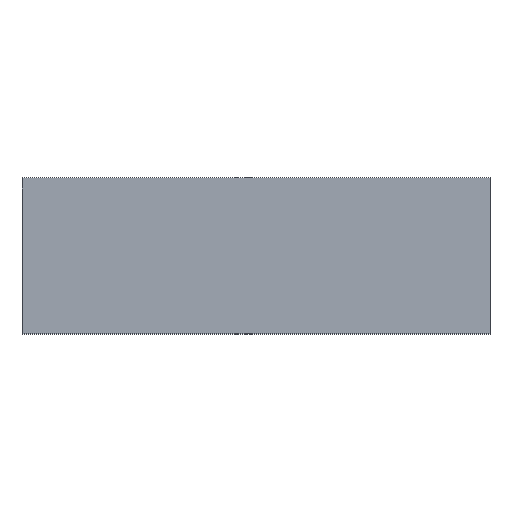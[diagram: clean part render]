
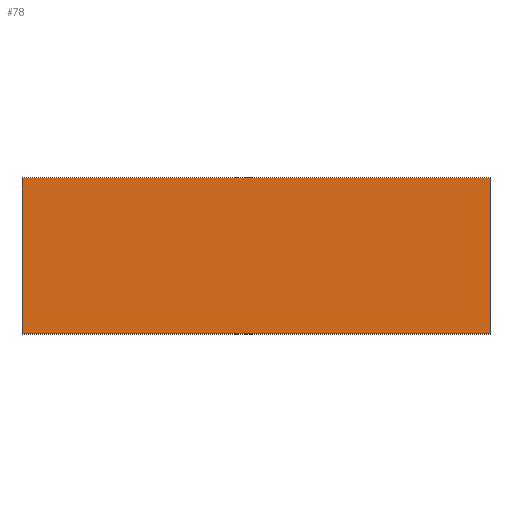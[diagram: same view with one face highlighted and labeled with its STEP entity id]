
A CAD part, top view. The second image highlights one B-rep face of the part: STEP entity #78.
In plain terms, the highlighted planar face has unit normal (0, 0, 1).
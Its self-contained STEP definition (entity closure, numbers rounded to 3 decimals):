
#7 = DIRECTION ( 'NONE',  ( 1., 0., 0. ) ) ;
#15 = VECTOR ( 'NONE', #7, 1000. ) ;
#19 = EDGE_CURVE ( 'NONE', #266, #366, #96, .T. ) ;
#21 = DIRECTION ( 'NONE',  ( -1., 0., 0. ) ) ;
#25 = ORIENTED_EDGE ( 'NONE', *, *, #31, .T. ) ;
#26 = CARTESIAN_POINT ( 'NONE',  ( 75., 25., 12.5 ) ) ;
#29 = EDGE_CURVE ( 'NONE', #154, #266, #342, .T. ) ;
#31 = EDGE_CURVE ( 'NONE', #171, #154, #201, .T. ) ;
#36 = FACE_OUTER_BOUND ( 'NONE', #222, .T. ) ;
#70 = PLANE ( 'NONE',  #299 ) ;
#72 = ORIENTED_EDGE ( 'NONE', *, *, #29, .T. ) ;
#78 = ADVANCED_FACE ( 'NONE', ( #36 ), #70, .F. ) ;
#96 = LINE ( 'NONE', #301, #337 ) ;
#99 = CARTESIAN_POINT ( 'NONE',  ( 0., 0., 12.5 ) ) ;
#113 = LINE ( 'NONE', #194, #134 ) ;
#134 = VECTOR ( 'NONE', #21, 1000. ) ;
#154 = VERTEX_POINT ( 'NONE', #280 ) ;
#156 = DIRECTION ( 'NONE',  ( -1., 0., 0. ) ) ;
#164 = CARTESIAN_POINT ( 'NONE',  ( -75., 25., 12.5 ) ) ;
#171 = VERTEX_POINT ( 'NONE', #164 ) ;
#194 = CARTESIAN_POINT ( 'NONE',  ( -75., 25., 12.5 ) ) ;
#201 = LINE ( 'NONE', #327, #349 ) ;
#221 = CARTESIAN_POINT ( 'NONE',  ( 75., -25., 12.5 ) ) ;
#222 = EDGE_LOOP ( 'NONE', ( #329, #296, #25, #72 ) ) ;
#237 = DIRECTION ( 'NONE',  ( 0., -1., 0. ) ) ;
#243 = DIRECTION ( 'NONE',  ( 0., 1., 0. ) ) ;
#266 = VERTEX_POINT ( 'NONE', #221 ) ;
#268 = EDGE_CURVE ( 'NONE', #366, #171, #113, .T. ) ;
#273 = DIRECTION ( 'NONE',  ( 0., 0., -1. ) ) ;
#280 = CARTESIAN_POINT ( 'NONE',  ( -75., -25., 12.5 ) ) ;
#296 = ORIENTED_EDGE ( 'NONE', *, *, #268, .T. ) ;
#299 = AXIS2_PLACEMENT_3D ( 'NONE', #99, #273, #156 ) ;
#301 = CARTESIAN_POINT ( 'NONE',  ( 75., -25., 12.5 ) ) ;
#327 = CARTESIAN_POINT ( 'NONE',  ( -75., -25., 12.5 ) ) ;
#329 = ORIENTED_EDGE ( 'NONE', *, *, #19, .T. ) ;
#337 = VECTOR ( 'NONE', #243, 1000. ) ;
#342 = LINE ( 'NONE', #353, #15 ) ;
#349 = VECTOR ( 'NONE', #237, 1000. ) ;
#353 = CARTESIAN_POINT ( 'NONE',  ( -75., -25., 12.5 ) ) ;
#366 = VERTEX_POINT ( 'NONE', #26 ) ;
